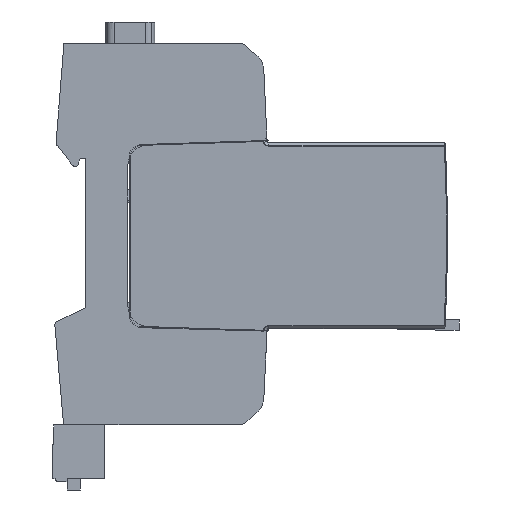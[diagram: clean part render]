
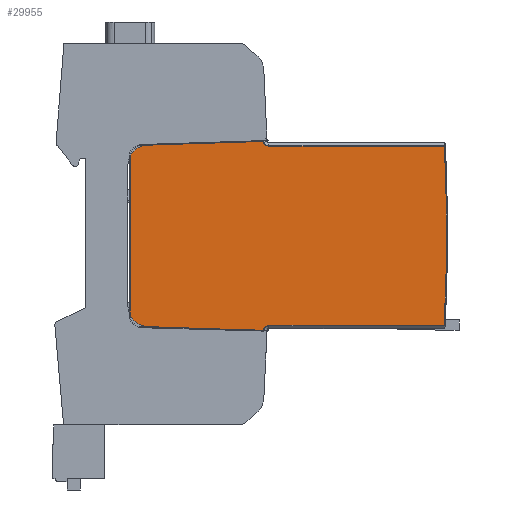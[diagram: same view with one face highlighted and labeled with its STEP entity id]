
A CAD part, left-side view. The second image highlights one B-rep face of the part: STEP entity #29955.
In plain terms, the highlighted face is planar.
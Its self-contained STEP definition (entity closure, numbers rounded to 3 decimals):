
#19444=CARTESIAN_POINT('',(9.,-342.811,0.));
#19445=DIRECTION('',(-1.,0.,0.));
#19446=DIRECTION('',(0.,0.999,0.049));
#19447=AXIS2_PLACEMENT_3D('',#19444,#19445,#19446);
#19452=CARTESIAN_POINT('',(9.,33.,-23.25));
#19453=DIRECTION('',(1.,0.,0.));
#19454=DIRECTION('',(0.,0.,1.));
#19455=AXIS2_PLACEMENT_3D('',#19452,#19453,#19454);
#19460=CARTESIAN_POINT('',(9.,33.,-23.25));
#19461=DIRECTION('',(1.,0.,0.));
#19462=DIRECTION('',(0.,-0.706,0.708));
#19463=AXIS2_PLACEMENT_3D('',#19460,#19461,#19462);
#19468=DIRECTION('',(0.,-1.,0.028));
#19469=VECTOR('',#19468,28.592);
#19470=CARTESIAN_POINT('',(9.,31.503,-23.05));
#19471=LINE('',#19470,#19469);
#19475=CARTESIAN_POINT('',(9.,3.,-19.45));
#19476=DIRECTION('',(-1.,0.,0.));
#19477=DIRECTION('',(0.,-0.028,-1.));
#19478=AXIS2_PLACEMENT_3D('',#19475,#19476,#19477);
#19483=CARTESIAN_POINT('',(9.,3.,17.844));
#19484=DIRECTION('',(-1.,0.,0.));
#19485=DIRECTION('',(0.,-1.,0.));
#19486=AXIS2_PLACEMENT_3D('',#19483,#19484,#19485);
#19491=DIRECTION('',(0.,0.999,0.032));
#19492=VECTOR('',#19491,28.606);
#19493=CARTESIAN_POINT('',(9.,2.911,20.642));
#19494=LINE('',#19493,#19492);
#19498=CARTESIAN_POINT('',(9.,33.,21.75));
#19499=DIRECTION('',(1.,0.,0.));
#19500=DIRECTION('',(0.,-0.989,-0.15));
#19501=AXIS2_PLACEMENT_3D('',#19498,#19499,#19500);
#19545=DIRECTION('',(0.,1.,0.));
#19546=VECTOR('',#19545,41.413);
#19547=CARTESIAN_POINT('',(9.,33.,-21.917));
#19548=LINE('',#19547,#19546);
#19699=DIRECTION('',(0.,1.,0.));
#19700=VECTOR('',#19699,0.179);
#19701=CARTESIAN_POINT('',(9.,31.503,-23.05));
#19702=LINE('',#19701,#19700);
#19851=DIRECTION('',(0.,0.,-1.));
#19852=VECTOR('',#19851,37.294);
#19853=CARTESIAN_POINT('',(9.,0.2,17.844));
#19854=LINE('',#19853,#19852);
#19884=DIRECTION('',(0.,-1.,0.));
#19885=VECTOR('',#19884,41.489);
#19886=CARTESIAN_POINT('',(9.,74.489,20.417));
#19887=LINE('',#19886,#19885);
#19937=DIRECTION('',(0.,-1.,0.));
#19938=VECTOR('',#19937,0.179);
#19939=CARTESIAN_POINT('',(9.,31.682,21.55));
#19940=LINE('',#19939,#19938);
#26508=CARTESIAN_POINT('',(9.,0.2,17.844));
#26509=CARTESIAN_POINT('',(9.,2.911,20.642));
#26510=VERTEX_POINT('',#26508);
#26511=VERTEX_POINT('',#26509);
#26512=CARTESIAN_POINT('',(9.,74.489,20.417));
#26513=CARTESIAN_POINT('',(9.,74.413,-21.917));
#26514=VERTEX_POINT('',#26512);
#26515=VERTEX_POINT('',#26513);
#26516=CARTESIAN_POINT('',(9.,33.,-21.917));
#26517=VERTEX_POINT('',#26516);
#26518=CARTESIAN_POINT('',(9.,32.058,-22.307));
#26519=VERTEX_POINT('',#26518);
#26520=CARTESIAN_POINT('',(9.,31.682,-23.05));
#26521=VERTEX_POINT('',#26520);
#26522=CARTESIAN_POINT('',(9.,31.503,-23.05));
#26523=VERTEX_POINT('',#26522);
#26524=CARTESIAN_POINT('',(9.,2.922,-22.249));
#26525=VERTEX_POINT('',#26524);
#26526=CARTESIAN_POINT('',(9.,0.2,-19.45));
#26527=VERTEX_POINT('',#26526);
#26528=CARTESIAN_POINT('',(9.,31.503,21.55));
#26529=VERTEX_POINT('',#26528);
#26530=CARTESIAN_POINT('',(9.,31.682,21.55));
#26531=VERTEX_POINT('',#26530);
#26532=CARTESIAN_POINT('',(9.,33.,20.417));
#26533=VERTEX_POINT('',#26532);
#29923=CARTESIAN_POINT('',(9.,0.,20.75));
#29924=DIRECTION('',(1.,0.,0.));
#29925=DIRECTION('',(0.,0.,-1.));
#29926=AXIS2_PLACEMENT_3D('',#29923,#29924,#29925);
#29927=PLANE('',#29926);
#29929=ORIENTED_EDGE('',*,*,#29928,.T.);
#29931=ORIENTED_EDGE('',*,*,#29930,.F.);
#29933=ORIENTED_EDGE('',*,*,#29932,.T.);
#29935=ORIENTED_EDGE('',*,*,#29934,.T.);
#29937=ORIENTED_EDGE('',*,*,#29936,.F.);
#29939=ORIENTED_EDGE('',*,*,#29938,.T.);
#29941=ORIENTED_EDGE('',*,*,#29940,.T.);
#29943=ORIENTED_EDGE('',*,*,#29942,.F.);
#29944=ORIENTED_EDGE('',*,*,#29913,.T.);
#29946=ORIENTED_EDGE('',*,*,#29945,.T.);
#29948=ORIENTED_EDGE('',*,*,#29947,.F.);
#29950=ORIENTED_EDGE('',*,*,#29949,.T.);
#29952=ORIENTED_EDGE('',*,*,#29951,.F.);
#29953=EDGE_LOOP('',(#29929,#29931,#29933,#29935,#29937,#29939,#29941,#29943,
#29944,#29946,#29948,#29950,#29952));
#29954=FACE_OUTER_BOUND('',#29953,.F.);
#19448=CIRCLE('',#19447,417.8);
#19456=CIRCLE('',#19455,1.333);
#19464=CIRCLE('',#19463,1.333);
#19479=CIRCLE('',#19478,2.8);
#19487=CIRCLE('',#19486,2.8);
#19502=CIRCLE('',#19501,1.333);
#29913=EDGE_CURVE('',#26510,#26511,#19487,.T.);
#29928=EDGE_CURVE('',#26514,#26515,#19448,.T.);
#29930=EDGE_CURVE('',#26517,#26515,#19548,.T.);
#29932=EDGE_CURVE('',#26517,#26519,#19456,.T.);
#29934=EDGE_CURVE('',#26519,#26521,#19464,.T.);
#29936=EDGE_CURVE('',#26523,#26521,#19702,.T.);
#29938=EDGE_CURVE('',#26523,#26525,#19471,.T.);
#29940=EDGE_CURVE('',#26525,#26527,#19479,.T.);
#29942=EDGE_CURVE('',#26510,#26527,#19854,.T.);
#29945=EDGE_CURVE('',#26511,#26529,#19494,.T.);
#29947=EDGE_CURVE('',#26531,#26529,#19940,.T.);
#29949=EDGE_CURVE('',#26531,#26533,#19502,.T.);
#29951=EDGE_CURVE('',#26514,#26533,#19887,.T.);
#29955=ADVANCED_FACE('',(#29954),#29927,.T.);
